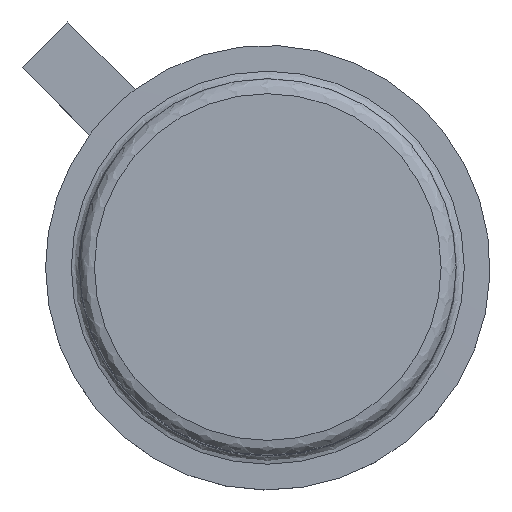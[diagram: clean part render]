
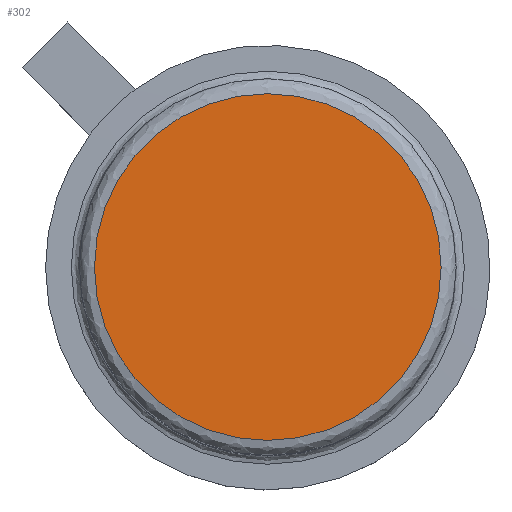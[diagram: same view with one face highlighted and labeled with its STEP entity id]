
A CAD part, top view. The second image highlights one B-rep face of the part: STEP entity #302.
In plain terms, the highlighted planar face has unit normal (0, 0, 1).
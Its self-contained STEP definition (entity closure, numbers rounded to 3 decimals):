
#64=DIRECTION('',(0.,0.,1.));
#101=DIRECTION('',(-1.,0.,0.));
#288=ORIENTED_EDGE('',*,*,#289,.T.);
#289=EDGE_CURVE('',#290,#290,#292,.T.);
#290=VERTEX_POINT('',#291);
#291=CARTESIAN_POINT('',(-1.007,0.,10.33));
#292=CIRCLE('',#293,2.277);
#293=AXIS2_PLACEMENT_3D('',#294,#64,#101);
#294=CARTESIAN_POINT('',(1.27,0.,10.33));
#302=ADVANCED_FACE('',(#303),#305,.T.);
#303=FACE_BOUND('',#304,.T.);
#304=EDGE_LOOP('',(#288));
#305=PLANE('',#293);
